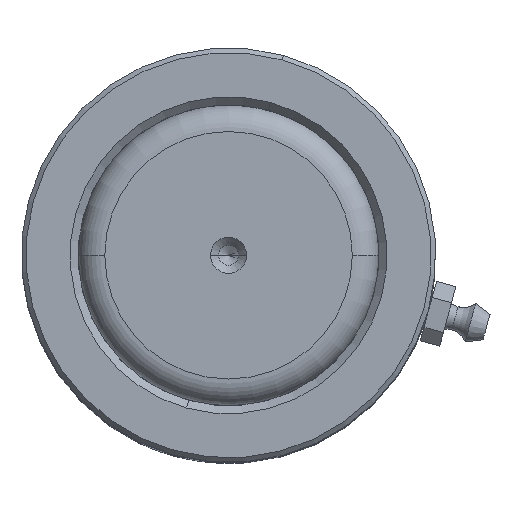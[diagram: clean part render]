
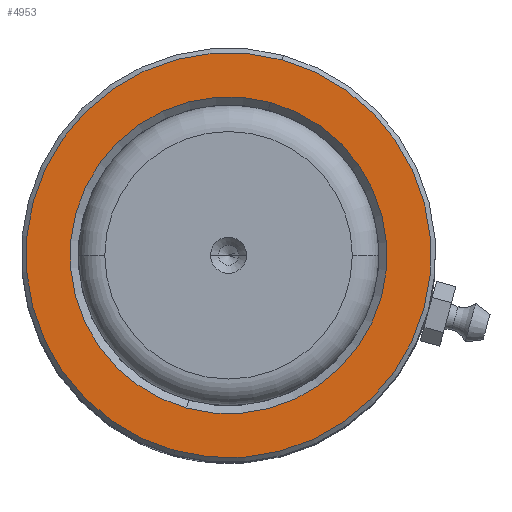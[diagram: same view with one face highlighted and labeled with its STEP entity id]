
A CAD part, top view. The second image highlights one B-rep face of the part: STEP entity #4953.
In plain terms, the highlighted planar face has unit normal (0, 0, 1).
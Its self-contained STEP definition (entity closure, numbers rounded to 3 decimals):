
#16 = VERTEX_POINT ( 'NONE', #692 ) ;
#379 = VERTEX_POINT ( 'NONE', #5034 ) ;
#692 = CARTESIAN_POINT ( 'NONE',  ( 30.3, 0., 100. ) ) ;
#784 = DIRECTION ( 'NONE',  ( 0., 0., -1. ) ) ;
#860 = AXIS2_PLACEMENT_3D ( 'NONE', #7234, #3059, #5909 ) ;
#1292 = DIRECTION ( 'NONE',  ( 0., 0., 1. ) ) ;
#1334 = CIRCLE ( 'NONE', #8048, 30.3 ) ;
#1389 = CARTESIAN_POINT ( 'NONE',  ( -23.7, 0., 100. ) ) ;
#1697 = FACE_BOUND ( 'NONE', #3857, .T. ) ;
#1758 = ORIENTED_EDGE ( 'NONE', *, *, #8155, .T. ) ;
#1917 = AXIS2_PLACEMENT_3D ( 'NONE', #2110, #784, #4958 ) ;
#1996 = CARTESIAN_POINT ( 'NONE',  ( 0., 0., 100. ) ) ;
#2110 = CARTESIAN_POINT ( 'NONE',  ( 0., 0., 100. ) ) ;
#2225 = VERTEX_POINT ( 'NONE', #5542 ) ;
#2319 = VERTEX_POINT ( 'NONE', #1389 ) ;
#2475 = DIRECTION ( 'NONE',  ( 1., 0., 0. ) ) ;
#3059 = DIRECTION ( 'NONE',  ( 0., 0., 1. ) ) ;
#3193 = AXIS2_PLACEMENT_3D ( 'NONE', #5583, #7600, #6129 ) ;
#3218 = DIRECTION ( 'NONE',  ( 0., 0., 1. ) ) ;
#3328 = ORIENTED_EDGE ( 'NONE', *, *, #9030, .T. ) ;
#3857 = EDGE_LOOP ( 'NONE', ( #3328, #5609 ) ) ;
#4953 = ADVANCED_FACE ( 'NONE', ( #6775, #1697 ), #6807, .T. ) ;
#4958 = DIRECTION ( 'NONE',  ( 1., 0., 0. ) ) ;
#5034 = CARTESIAN_POINT ( 'NONE',  ( -30.3, 0., 100. ) ) ;
#5542 = CARTESIAN_POINT ( 'NONE',  ( 23.7, 0., 100. ) ) ;
#5583 = CARTESIAN_POINT ( 'NONE',  ( 0., 0., 100. ) ) ;
#5609 = ORIENTED_EDGE ( 'NONE', *, *, #7986, .T. ) ;
#5781 = CIRCLE ( 'NONE', #860, 30.3 ) ;
#5909 = DIRECTION ( 'NONE',  ( 1., 0., 0. ) ) ;
#5930 = EDGE_LOOP ( 'NONE', ( #1758, #8349 ) ) ;
#6129 = DIRECTION ( 'NONE',  ( 1., 0., 0. ) ) ;
#6316 = CIRCLE ( 'NONE', #3193, 23.7 ) ;
#6775 = FACE_OUTER_BOUND ( 'NONE', #5930, .T. ) ;
#6807 = PLANE ( 'NONE',  #8853 ) ;
#6834 = DIRECTION ( 'NONE',  ( 1., 0., 0. ) ) ;
#6920 = CIRCLE ( 'NONE', #1917, 23.7 ) ;
#7234 = CARTESIAN_POINT ( 'NONE',  ( 0., 0., 100. ) ) ;
#7384 = CARTESIAN_POINT ( 'NONE',  ( 0., 0., 100. ) ) ;
#7600 = DIRECTION ( 'NONE',  ( 0., 0., -1. ) ) ;
#7682 = EDGE_CURVE ( 'NONE', #16, #379, #5781, .T. ) ;
#7986 = EDGE_CURVE ( 'NONE', #2319, #2225, #6316, .T. ) ;
#8048 = AXIS2_PLACEMENT_3D ( 'NONE', #7384, #3218, #2475 ) ;
#8155 = EDGE_CURVE ( 'NONE', #379, #16, #1334, .T. ) ;
#8349 = ORIENTED_EDGE ( 'NONE', *, *, #7682, .T. ) ;
#8853 = AXIS2_PLACEMENT_3D ( 'NONE', #1996, #1292, #6834 ) ;
#9030 = EDGE_CURVE ( 'NONE', #2225, #2319, #6920, .T. ) ;
